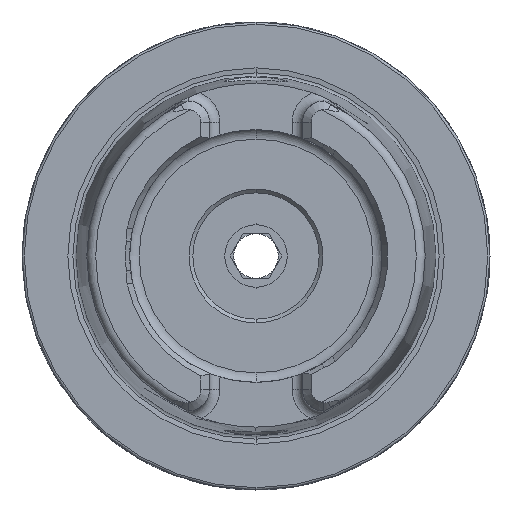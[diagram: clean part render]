
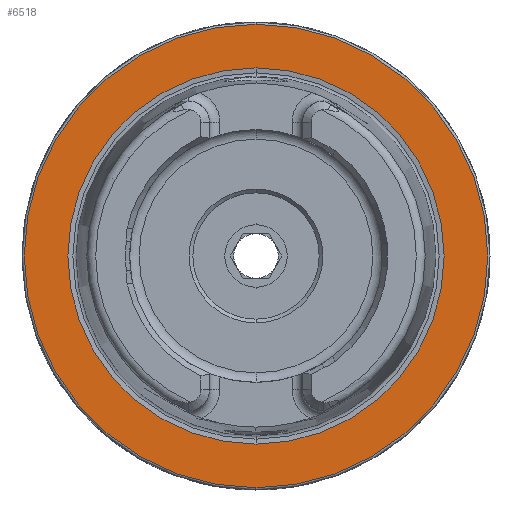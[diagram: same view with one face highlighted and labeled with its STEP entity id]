
A CAD part, left-side view. The second image highlights one B-rep face of the part: STEP entity #6518.
In plain terms, the highlighted planar face has unit normal (-1, 0, 0).
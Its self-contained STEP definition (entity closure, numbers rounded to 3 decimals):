
#314 = ORIENTED_EDGE ( 'NONE', *, *, #6060, .T. ) ;
#315 = ORIENTED_EDGE ( 'NONE', *, *, #5931, .T. ) ;
#316 = ORIENTED_EDGE ( 'NONE', *, *, #5926, .F. ) ;
#317 = ORIENTED_EDGE ( 'NONE', *, *, #6061, .F. ) ;
#1062 = DIRECTION ( 'NONE',  ( 0., 0., 1. ) ) ;
#1063 = DIRECTION ( 'NONE',  ( -1., 0., 0. ) ) ;
#1064 = CARTESIAN_POINT ( 'NONE',  ( 0., 0., 0. ) ) ;
#1065 = DIRECTION ( 'NONE',  ( 0., 0., 1. ) ) ;
#1066 = DIRECTION ( 'NONE',  ( -1., 0., 0. ) ) ;
#1067 = CARTESIAN_POINT ( 'NONE',  ( 0., 0., 0. ) ) ;
#2600 = AXIS2_PLACEMENT_3D ( 'NONE', #1064, #1063, #1062 ) ;
#2601 = AXIS2_PLACEMENT_3D ( 'NONE', #1067, #1066, #1065 ) ;
#4139 = EDGE_LOOP ( 'NONE', ( #317, #316 ) ) ;
#4159 = EDGE_LOOP ( 'NONE', ( #315, #314 ) ) ;
#4743 = AXIS2_PLACEMENT_3D ( 'NONE', #8375, #8374, #8373 ) ;
#4746 = AXIS2_PLACEMENT_3D ( 'NONE', #8388, #8387, #8386 ) ;
#4925 = CIRCLE ( 'NONE', #2600, 25.324 ) ;
#4926 = CIRCLE ( 'NONE', #2601, 31.2 ) ;
#5195 = FACE_OUTER_BOUND ( 'NONE', #4159, .T. ) ;
#5926 = EDGE_CURVE ( 'NONE', #9825, #9806, #10004, .T. ) ;
#5931 = EDGE_CURVE ( 'NONE', #9802, #9801, #10215, .T. ) ;
#6060 = EDGE_CURVE ( 'NONE', #9801, #9802, #4926, .T. ) ;
#6061 = EDGE_CURVE ( 'NONE', #9806, #9825, #4925, .T. ) ;
#6518 = ADVANCED_FACE ( 'NONE', ( #8100, #5195 ), #8915, .F. ) ;
#7943 = AXIS2_PLACEMENT_3D ( 'NONE', #8913, #8905, #8917 ) ;
#8100 = FACE_BOUND ( 'NONE', #4139, .T. ) ;
#8373 = DIRECTION ( 'NONE',  ( 0., 0., 1. ) ) ;
#8374 = DIRECTION ( 'NONE',  ( -1., 0., 0. ) ) ;
#8375 = CARTESIAN_POINT ( 'NONE',  ( 0., 0., 0. ) ) ;
#8386 = DIRECTION ( 'NONE',  ( 0., 0., 1. ) ) ;
#8387 = DIRECTION ( 'NONE',  ( -1., 0., 0. ) ) ;
#8388 = CARTESIAN_POINT ( 'NONE',  ( 0., 0., 0. ) ) ;
#8905 = DIRECTION ( 'NONE',  ( 1., 0., 0. ) ) ;
#8913 = CARTESIAN_POINT ( 'NONE',  ( 0., 31.2, 0. ) ) ;
#8915 = PLANE ( 'NONE',  #7943 ) ;
#8917 = DIRECTION ( 'NONE',  ( 0., 0., -1. ) ) ;
#9282 = CARTESIAN_POINT ( 'NONE',  ( 0., 0., -31.2 ) ) ;
#9283 = CARTESIAN_POINT ( 'NONE',  ( 0., 0., 31.2 ) ) ;
#9287 = CARTESIAN_POINT ( 'NONE',  ( 0., 0., 25.324 ) ) ;
#9306 = CARTESIAN_POINT ( 'NONE',  ( 0., 0., -25.324 ) ) ;
#9801 = VERTEX_POINT ( 'NONE', #9282 ) ;
#9802 = VERTEX_POINT ( 'NONE', #9283 ) ;
#9806 = VERTEX_POINT ( 'NONE', #9287 ) ;
#9825 = VERTEX_POINT ( 'NONE', #9306 ) ;
#10004 = CIRCLE ( 'NONE', #4746, 25.324 ) ;
#10215 = CIRCLE ( 'NONE', #4743, 31.2 ) ;
